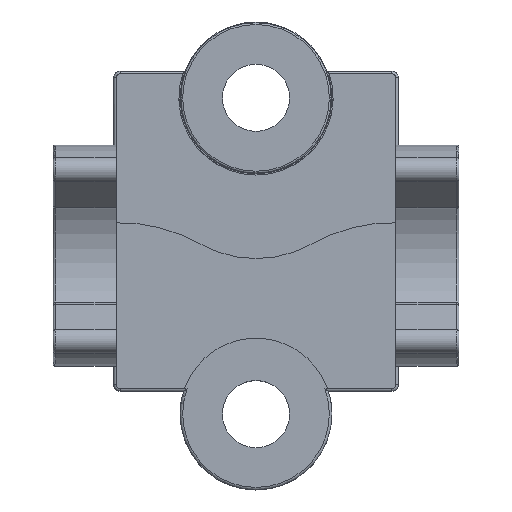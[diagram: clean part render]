
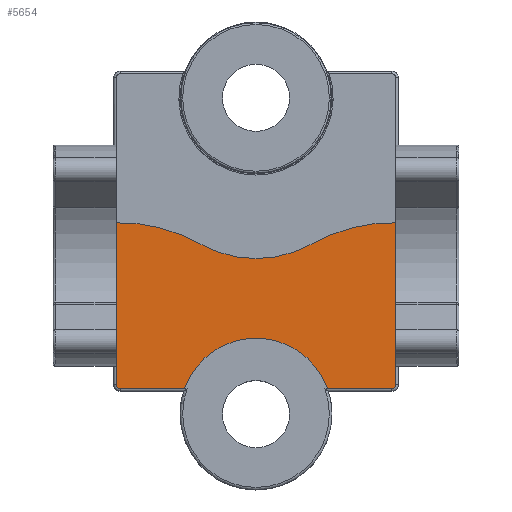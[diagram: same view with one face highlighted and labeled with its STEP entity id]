
A CAD part, top view. The second image highlights one B-rep face of the part: STEP entity #5654.
In plain terms, the highlighted planar face has unit normal (0, 0, 1).
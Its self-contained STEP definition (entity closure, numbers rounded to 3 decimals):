
#792=DIRECTION('',(-1.,0.,0.));
#793=VECTOR('',#792,5.093);
#794=CARTESIAN_POINT('',(-5.657,-23.,3.1));
#795=LINE('',#794,#793);
#1891=DIRECTION('',(0.,-1.,0.));
#1892=VECTOR('',#1891,7.619);
#1893=CARTESIAN_POINT('',(-11.05,-9.881,3.1));
#1894=LINE('',#1893,#1892);
#1898=CARTESIAN_POINT('',(-10.75,-22.7,3.1));
#1899=DIRECTION('',(0.,0.,1.));
#1900=DIRECTION('',(0.493,0.87,0.));
#1901=AXIS2_PLACEMENT_3D('',#1898,#1899,#1900);
#1906=CARTESIAN_POINT('',(0.,-3.709,3.1));
#1907=DIRECTION('',(0.,0.,-1.));
#1908=DIRECTION('',(0.,-1.,0.));
#1909=AXIS2_PLACEMENT_3D('',#1906,#1907,#1908);
#1914=CARTESIAN_POINT('',(0.,-3.709,3.1));
#1915=DIRECTION('',(0.,0.,-1.));
#1916=DIRECTION('',(0.493,-0.87,0.));
#1917=AXIS2_PLACEMENT_3D('',#1914,#1915,#1916);
#1922=CARTESIAN_POINT('',(10.75,-22.7,3.1));
#1923=DIRECTION('',(0.,0.,1.));
#1924=DIRECTION('',(0.023,1.,0.));
#1925=AXIS2_PLACEMENT_3D('',#1922,#1923,#1924);
#1930=DIRECTION('',(0.,1.,0.));
#1931=VECTOR('',#1930,7.619);
#1932=CARTESIAN_POINT('',(11.05,-17.5,3.1));
#1933=LINE('',#1932,#1931);
#1937=CARTESIAN_POINT('',(10.75,-22.7,3.1));
#1938=DIRECTION('',(0.,0.,1.));
#1939=DIRECTION('',(0.,-1.,0.));
#1940=AXIS2_PLACEMENT_3D('',#1937,#1938,#1939);
#1945=CARTESIAN_POINT('',(0.,-25.,3.1));
#1946=DIRECTION('',(0.,0.,-1.));
#1947=DIRECTION('',(-0.943,0.333,0.));
#1948=AXIS2_PLACEMENT_3D('',#1945,#1946,#1947);
#1953=CARTESIAN_POINT('',(-10.75,-22.7,3.1));
#1954=DIRECTION('',(0.,0.,1.));
#1955=DIRECTION('',(-1.,0.,0.));
#1956=AXIS2_PLACEMENT_3D('',#1953,#1954,#1955);
#3316=DIRECTION('',(0.,-1.,0.));
#3317=VECTOR('',#3316,5.2);
#3318=CARTESIAN_POINT('',(11.05,-17.5,3.1));
#3319=LINE('',#3318,#3317);
#3337=DIRECTION('',(-1.,0.,0.));
#3338=VECTOR('',#3337,5.093);
#3339=CARTESIAN_POINT('',(10.75,-23.,3.1));
#3340=LINE('',#3339,#3338);
#3365=DIRECTION('',(0.,1.,0.));
#3366=VECTOR('',#3365,5.2);
#3367=CARTESIAN_POINT('',(-11.05,-22.7,3.1));
#3368=LINE('',#3367,#3366);
#4147=CARTESIAN_POINT('',(-11.05,-17.5,3.1));
#4149=VERTEX_POINT('',#4147);
#4153=CARTESIAN_POINT('',(-11.05,-22.7,3.1));
#4154=VERTEX_POINT('',#4153);
#4159=CARTESIAN_POINT('',(-11.05,-9.881,3.1));
#4160=VERTEX_POINT('',#4159);
#4161=CARTESIAN_POINT('',(-4.433,-11.541,3.1));
#4162=VERTEX_POINT('',#4161);
#4167=CARTESIAN_POINT('',(4.433,-11.541,3.1));
#4168=CARTESIAN_POINT('',(0.,-12.709,3.1));
#4169=VERTEX_POINT('',#4167);
#4170=VERTEX_POINT('',#4168);
#4173=CARTESIAN_POINT('',(11.05,-9.881,3.1));
#4174=VERTEX_POINT('',#4173);
#4175=CARTESIAN_POINT('',(11.05,-17.5,3.1));
#4177=VERTEX_POINT('',#4175);
#4179=CARTESIAN_POINT('',(11.05,-22.7,3.1));
#4180=VERTEX_POINT('',#4179);
#4185=CARTESIAN_POINT('',(10.75,-23.,3.1));
#4186=VERTEX_POINT('',#4185);
#4189=CARTESIAN_POINT('',(5.657,-23.,3.1));
#4190=VERTEX_POINT('',#4189);
#4193=CARTESIAN_POINT('',(-5.657,-23.,3.1));
#4194=VERTEX_POINT('',#4193);
#4197=CARTESIAN_POINT('',(-10.75,-23.,3.1));
#4198=VERTEX_POINT('',#4197);
#5628=CARTESIAN_POINT('',(0.,-16.754,3.1));
#5629=DIRECTION('',(0.,0.,1.));
#5630=DIRECTION('',(1.,0.,0.));
#5631=AXIS2_PLACEMENT_3D('',#5628,#5629,#5630);
#5632=PLANE('',#5631);
#5634=ORIENTED_EDGE('',*,*,#5633,.F.);
#5635=ORIENTED_EDGE('',*,*,#5605,.F.);
#5636=ORIENTED_EDGE('',*,*,#5621,.F.);
#5637=ORIENTED_EDGE('',*,*,#5619,.F.);
#5638=ORIENTED_EDGE('',*,*,#5558,.F.);
#5639=ORIENTED_EDGE('',*,*,#5545,.F.);
#5641=ORIENTED_EDGE('',*,*,#5640,.T.);
#5643=ORIENTED_EDGE('',*,*,#5642,.F.);
#5645=ORIENTED_EDGE('',*,*,#5644,.T.);
#5646=ORIENTED_EDGE('',*,*,#4821,.F.);
#5647=ORIENTED_EDGE('',*,*,#4837,.T.);
#5649=ORIENTED_EDGE('',*,*,#5648,.F.);
#5651=ORIENTED_EDGE('',*,*,#5650,.T.);
#5652=EDGE_LOOP('',(#5634,#5635,#5636,#5637,#5638,#5639,#5641,#5643,#5645,#5646,
#5647,#5649,#5651));
#5653=FACE_OUTER_BOUND('',#5652,.F.);
#5654=ADVANCED_FACE('',(#5653),#5632,.T.);
#1902=CIRCLE('',#1901,12.823);
#1910=CIRCLE('',#1909,9.);
#1918=CIRCLE('',#1917,9.);
#1926=CIRCLE('',#1925,12.823);
#1941=CIRCLE('',#1940,0.3);
#1949=CIRCLE('',#1948,6.);
#1957=CIRCLE('',#1956,0.3);
#4821=EDGE_CURVE('',#4194,#4190,#1949,.T.);
#4837=EDGE_CURVE('',#4194,#4198,#795,.T.);
#5545=EDGE_CURVE('',#4177,#4174,#1933,.T.);
#5558=EDGE_CURVE('',#4174,#4169,#1926,.T.);
#5605=EDGE_CURVE('',#4162,#4160,#1902,.T.);
#5619=EDGE_CURVE('',#4169,#4170,#1918,.T.);
#5621=EDGE_CURVE('',#4170,#4162,#1910,.T.);
#5633=EDGE_CURVE('',#4160,#4149,#1894,.T.);
#5640=EDGE_CURVE('',#4177,#4180,#3319,.T.);
#5642=EDGE_CURVE('',#4186,#4180,#1941,.T.);
#5644=EDGE_CURVE('',#4186,#4190,#3340,.T.);
#5648=EDGE_CURVE('',#4154,#4198,#1957,.T.);
#5650=EDGE_CURVE('',#4154,#4149,#3368,.T.);
